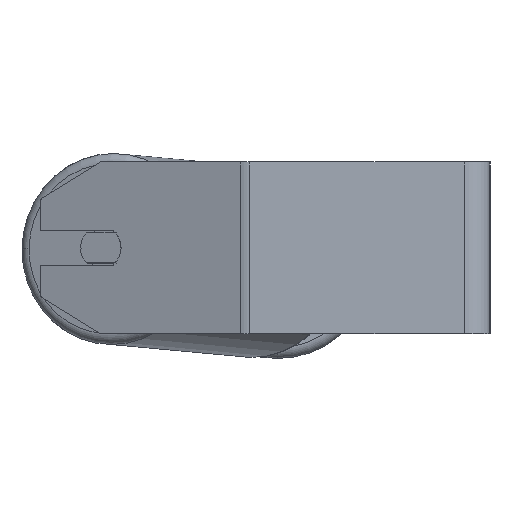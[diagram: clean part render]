
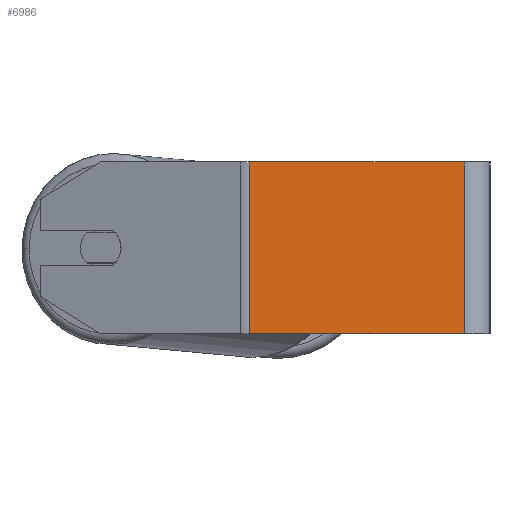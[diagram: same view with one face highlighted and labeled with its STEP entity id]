
A CAD part, left-side view. The second image highlights one B-rep face of the part: STEP entity #6986.
In plain terms, the highlighted planar face has unit normal (-1, 0, 0).
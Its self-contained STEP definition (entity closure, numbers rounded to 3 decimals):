
#192 = CARTESIAN_POINT ( 'NONE',  ( -360., 12., 40. ) ) ;
#241 = CARTESIAN_POINT ( 'NONE',  ( -360., 113.99, 40. ) ) ;
#419 = VERTEX_POINT ( 'NONE', #1938 ) ;
#501 = PLANE ( 'NONE',  #3426 ) ;
#808 = CARTESIAN_POINT ( 'NONE',  ( -360., 111.874, -40. ) ) ;
#1162 = FACE_OUTER_BOUND ( 'NONE', #1912, .T. ) ;
#1193 = ORIENTED_EDGE ( 'NONE', *, *, #1429, .F. ) ;
#1334 = LINE ( 'NONE', #5289, #5505 ) ;
#1429 = EDGE_CURVE ( 'NONE', #7307, #6191, #4952, .T. ) ;
#1487 = DIRECTION ( 'NONE',  ( 0., 0., -1. ) ) ;
#1912 = EDGE_LOOP ( 'NONE', ( #4234, #5452, #1193, #4526 ) ) ;
#1938 = CARTESIAN_POINT ( 'NONE',  ( -360., 12., -40. ) ) ;
#2627 = VECTOR ( 'NONE', #5651, 1000. ) ;
#2819 = VERTEX_POINT ( 'NONE', #808 ) ;
#2952 = CARTESIAN_POINT ( 'NONE',  ( -360., 12., 40. ) ) ;
#3426 = AXIS2_PLACEMENT_3D ( 'NONE', #6328, #8403, #1487 ) ;
#3731 = EDGE_CURVE ( 'NONE', #7307, #2819, #8115, .T. ) ;
#4234 = ORIENTED_EDGE ( 'NONE', *, *, #6875, .T. ) ;
#4526 = ORIENTED_EDGE ( 'NONE', *, *, #3731, .T. ) ;
#4558 = VECTOR ( 'NONE', #6930, 1000. ) ;
#4952 = LINE ( 'NONE', #241, #2627 ) ;
#5221 = EDGE_CURVE ( 'NONE', #6191, #419, #6319, .T. ) ;
#5289 = CARTESIAN_POINT ( 'NONE',  ( -360., 113.99, -40. ) ) ;
#5452 = ORIENTED_EDGE ( 'NONE', *, *, #5221, .F. ) ;
#5505 = VECTOR ( 'NONE', #8605, 1000. ) ;
#5626 = VECTOR ( 'NONE', #6132, 1000. ) ;
#5651 = DIRECTION ( 'NONE',  ( 0., -1., 0. ) ) ;
#6132 = DIRECTION ( 'NONE',  ( 0., 0., -1. ) ) ;
#6191 = VERTEX_POINT ( 'NONE', #192 ) ;
#6319 = LINE ( 'NONE', #2952, #4558 ) ;
#6328 = CARTESIAN_POINT ( 'NONE',  ( -360., 113.99, 40. ) ) ;
#6875 = EDGE_CURVE ( 'NONE', #2819, #419, #1334, .T. ) ;
#6930 = DIRECTION ( 'NONE',  ( 0., 0., -1. ) ) ;
#6986 = ADVANCED_FACE ( 'NONE', ( #1162 ), #501, .F. ) ;
#7307 = VERTEX_POINT ( 'NONE', #8117 ) ;
#8115 = LINE ( 'NONE', #8294, #5626 ) ;
#8117 = CARTESIAN_POINT ( 'NONE',  ( -360., 111.874, 40. ) ) ;
#8294 = CARTESIAN_POINT ( 'NONE',  ( -360., 111.874, 40. ) ) ;
#8403 = DIRECTION ( 'NONE',  ( 1., 0., 0. ) ) ;
#8605 = DIRECTION ( 'NONE',  ( 0., -1., 0. ) ) ;
